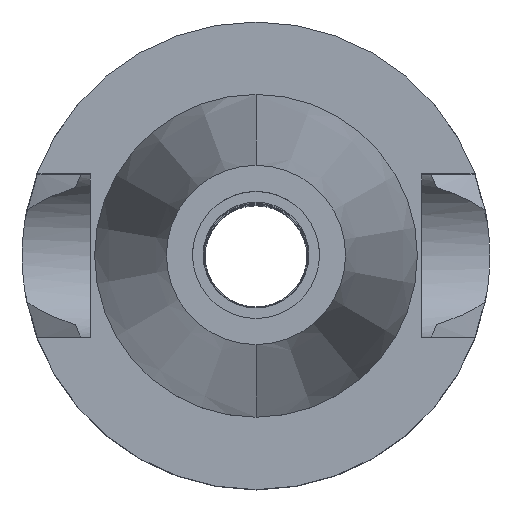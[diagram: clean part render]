
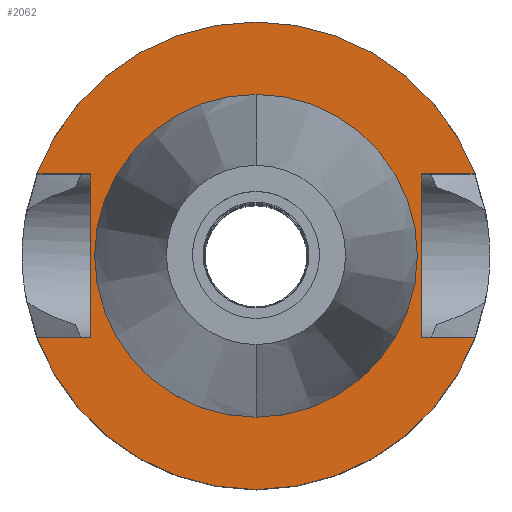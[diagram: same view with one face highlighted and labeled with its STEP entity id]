
A CAD part, top view. The second image highlights one B-rep face of the part: STEP entity #2062.
In plain terms, the highlighted planar face has unit normal (0, 0, 1).
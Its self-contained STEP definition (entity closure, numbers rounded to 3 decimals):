
#846=DIRECTION('',(1.,0.,0.));
#847=VECTOR('',#846,5.245);
#848=CARTESIAN_POINT('',(-21.545,8.05,-1.));
#849=LINE('',#848,#847);
#907=DIRECTION('',(0.,1.,0.));
#908=VECTOR('',#907,16.1);
#909=CARTESIAN_POINT('',(-16.3,-8.05,-1.));
#910=LINE('',#909,#908);
#914=CARTESIAN_POINT('',(0.,0.,-1.));
#915=DIRECTION('',(0.,0.,-1.));
#916=DIRECTION('',(-0.937,0.35,0.));
#917=AXIS2_PLACEMENT_3D('',#914,#915,#916);
#922=CARTESIAN_POINT('',(0.,0.,-1.));
#923=DIRECTION('',(0.,0.,-1.));
#924=DIRECTION('',(0.,1.,0.));
#925=AXIS2_PLACEMENT_3D('',#922,#923,#924);
#930=DIRECTION('',(-1.,0.,0.));
#931=VECTOR('',#930,5.245);
#932=CARTESIAN_POINT('',(21.545,8.05,-1.));
#933=LINE('',#932,#931);
#937=DIRECTION('',(0.,-1.,0.));
#938=VECTOR('',#937,16.1);
#939=CARTESIAN_POINT('',(16.3,8.05,-1.));
#940=LINE('',#939,#938);
#944=CARTESIAN_POINT('',(0.,0.,-1.));
#945=DIRECTION('',(0.,0.,-1.));
#946=DIRECTION('',(0.937,-0.35,0.));
#947=AXIS2_PLACEMENT_3D('',#944,#945,#946);
#952=CARTESIAN_POINT('',(0.,0.,-1.));
#953=DIRECTION('',(0.,0.,-1.));
#954=DIRECTION('',(0.,-1.,0.));
#955=AXIS2_PLACEMENT_3D('',#952,#953,#954);
#960=DIRECTION('',(1.,0.,0.));
#961=VECTOR('',#960,5.245);
#962=CARTESIAN_POINT('',(-21.545,-8.05,-1.));
#963=LINE('',#962,#961);
#967=CARTESIAN_POINT('',(0.,0.,-1.));
#968=DIRECTION('',(0.,0.,1.));
#969=DIRECTION('',(0.,-1.,0.));
#970=AXIS2_PLACEMENT_3D('',#967,#968,#969);
#975=CARTESIAN_POINT('',(0.,0.,-1.));
#976=DIRECTION('',(0.,0.,1.));
#977=DIRECTION('',(0.,1.,0.));
#978=AXIS2_PLACEMENT_3D('',#975,#976,#977);
#1099=DIRECTION('',(-1.,0.,0.));
#1100=VECTOR('',#1099,5.245);
#1101=CARTESIAN_POINT('',(21.545,-8.05,-1.));
#1102=LINE('',#1101,#1100);
#1284=CARTESIAN_POINT('',(-16.3,-8.05,-1.));
#1285=VERTEX_POINT('',#1284);
#1286=CARTESIAN_POINT('',(-21.545,-8.05,-1.));
#1287=VERTEX_POINT('',#1286);
#1288=CARTESIAN_POINT('',(-16.3,8.05,-1.));
#1289=VERTEX_POINT('',#1288);
#1290=CARTESIAN_POINT('',(-21.545,8.05,-1.));
#1291=VERTEX_POINT('',#1290);
#1292=CARTESIAN_POINT('',(0.,23.,-1.));
#1293=CARTESIAN_POINT('',(21.545,8.05,-1.));
#1294=VERTEX_POINT('',#1292);
#1295=VERTEX_POINT('',#1293);
#1296=CARTESIAN_POINT('',(16.3,8.05,-1.));
#1297=VERTEX_POINT('',#1296);
#1298=CARTESIAN_POINT('',(16.3,-8.05,-1.));
#1299=VERTEX_POINT('',#1298);
#1300=CARTESIAN_POINT('',(21.545,-8.05,-1.));
#1301=VERTEX_POINT('',#1300);
#1302=CARTESIAN_POINT('',(0.,-23.,-1.));
#1303=VERTEX_POINT('',#1302);
#1304=CARTESIAN_POINT('',(0.,-15.875,-1.));
#1305=CARTESIAN_POINT('',(0.,15.875,-1.));
#1306=VERTEX_POINT('',#1304);
#1307=VERTEX_POINT('',#1305);
#2034=CARTESIAN_POINT('',(0.,0.,-1.));
#2035=DIRECTION('',(0.,0.,-1.));
#2036=DIRECTION('',(0.,-1.,0.));
#2037=AXIS2_PLACEMENT_3D('',#2034,#2035,#2036);
#2038=PLANE('',#2037);
#2040=ORIENTED_EDGE('',*,*,#2039,.T.);
#2041=ORIENTED_EDGE('',*,*,#1979,.F.);
#2042=ORIENTED_EDGE('',*,*,#1999,.T.);
#2043=ORIENTED_EDGE('',*,*,#1997,.T.);
#2044=ORIENTED_EDGE('',*,*,#2013,.T.);
#2045=ORIENTED_EDGE('',*,*,#2024,.T.);
#2047=ORIENTED_EDGE('',*,*,#2046,.F.);
#2049=ORIENTED_EDGE('',*,*,#2048,.T.);
#2051=ORIENTED_EDGE('',*,*,#2050,.T.);
#2053=ORIENTED_EDGE('',*,*,#2052,.T.);
#2054=EDGE_LOOP('',(#2040,#2041,#2042,#2043,#2044,#2045,#2047,#2049,#2051,
#2053));
#2055=FACE_OUTER_BOUND('',#2054,.F.);
#2057=ORIENTED_EDGE('',*,*,#2056,.T.);
#2059=ORIENTED_EDGE('',*,*,#2058,.T.);
#2060=EDGE_LOOP('',(#2057,#2059));
#2061=FACE_BOUND('',#2060,.F.);
#918=CIRCLE('',#917,23.);
#926=CIRCLE('',#925,23.);
#948=CIRCLE('',#947,23.);
#956=CIRCLE('',#955,23.);
#971=CIRCLE('',#970,15.875);
#979=CIRCLE('',#978,15.875);
#1979=EDGE_CURVE('',#1291,#1289,#849,.T.);
#1997=EDGE_CURVE('',#1294,#1295,#926,.T.);
#1999=EDGE_CURVE('',#1291,#1294,#918,.T.);
#2013=EDGE_CURVE('',#1295,#1297,#933,.T.);
#2024=EDGE_CURVE('',#1297,#1299,#940,.T.);
#2039=EDGE_CURVE('',#1285,#1289,#910,.T.);
#2046=EDGE_CURVE('',#1301,#1299,#1102,.T.);
#2048=EDGE_CURVE('',#1301,#1303,#948,.T.);
#2050=EDGE_CURVE('',#1303,#1287,#956,.T.);
#2052=EDGE_CURVE('',#1287,#1285,#963,.T.);
#2056=EDGE_CURVE('',#1306,#1307,#971,.T.);
#2058=EDGE_CURVE('',#1307,#1306,#979,.T.);
#2062=ADVANCED_FACE('',(#2055,#2061),#2038,.F.);
